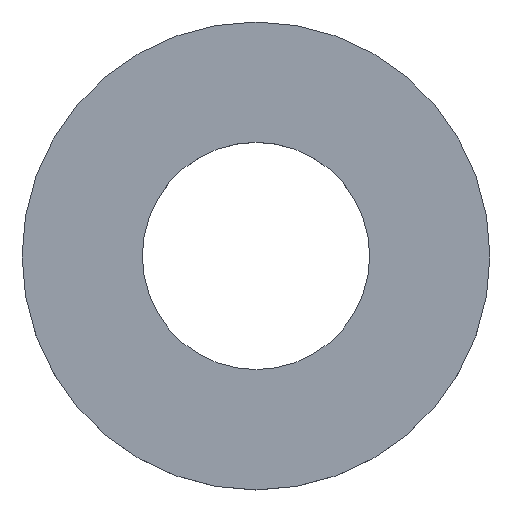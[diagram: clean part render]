
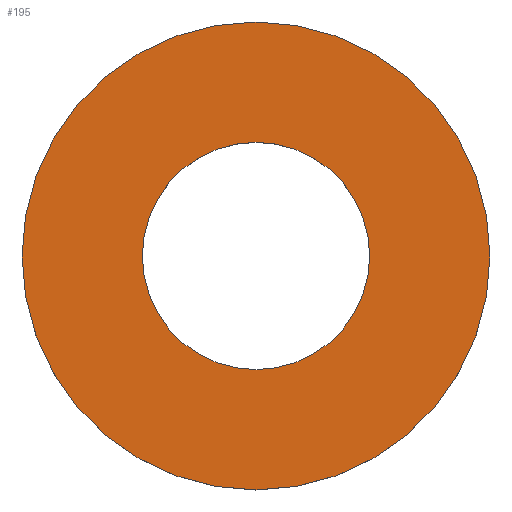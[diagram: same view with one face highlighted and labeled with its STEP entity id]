
A CAD part, top view. The second image highlights one B-rep face of the part: STEP entity #195.
In plain terms, the highlighted planar face has unit normal (0, 0, 1).
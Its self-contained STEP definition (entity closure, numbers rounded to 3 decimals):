
#12 = CARTESIAN_POINT ( 'NONE',  ( 3.5, 0., 0. ) ) ;
#21 = VERTEX_POINT ( 'NONE', #48 ) ;
#23 = CARTESIAN_POINT ( 'NONE',  ( 0., 0., 0. ) ) ;
#28 = EDGE_CURVE ( 'NONE', #115, #81, #77, .T. ) ;
#30 = DIRECTION ( 'NONE',  ( 0., 0., 1. ) ) ;
#37 = EDGE_LOOP ( 'NONE', ( #131, #96 ) ) ;
#44 = DIRECTION ( 'NONE',  ( 1., 0., 0. ) ) ;
#47 = EDGE_CURVE ( 'NONE', #21, #179, #166, .T. ) ;
#48 = CARTESIAN_POINT ( 'NONE',  ( -3.5, 0., 0. ) ) ;
#50 = CARTESIAN_POINT ( 'NONE',  ( 0., 0., 0. ) ) ;
#77 = CIRCLE ( 'NONE', #220, 1.7 ) ;
#81 = VERTEX_POINT ( 'NONE', #119 ) ;
#86 = FACE_BOUND ( 'NONE', #37, .T. ) ;
#96 = ORIENTED_EDGE ( 'NONE', *, *, #28, .F. ) ;
#97 = AXIS2_PLACEMENT_3D ( 'NONE', #186, #239, #206 ) ;
#99 = DIRECTION ( 'NONE',  ( 0., 0., 1. ) ) ;
#106 = DIRECTION ( 'NONE',  ( 1., 0., 0. ) ) ;
#110 = AXIS2_PLACEMENT_3D ( 'NONE', #234, #99, #44 ) ;
#115 = VERTEX_POINT ( 'NONE', #159 ) ;
#119 = CARTESIAN_POINT ( 'NONE',  ( 1.7, 0., 0. ) ) ;
#120 = DIRECTION ( 'NONE',  ( 0., 0., 1. ) ) ;
#123 = DIRECTION ( 'NONE',  ( 1., 0., 0. ) ) ;
#128 = ORIENTED_EDGE ( 'NONE', *, *, #47, .T. ) ;
#131 = ORIENTED_EDGE ( 'NONE', *, *, #217, .F. ) ;
#132 = AXIS2_PLACEMENT_3D ( 'NONE', #185, #161, #123 ) ;
#139 = ORIENTED_EDGE ( 'NONE', *, *, #208, .T. ) ;
#159 = CARTESIAN_POINT ( 'NONE',  ( -1.7, 0., 0. ) ) ;
#161 = DIRECTION ( 'NONE',  ( 0., 0., 1. ) ) ;
#166 = CIRCLE ( 'NONE', #110, 3.5 ) ;
#173 = CIRCLE ( 'NONE', #181, 3.5 ) ;
#179 = VERTEX_POINT ( 'NONE', #12 ) ;
#181 = AXIS2_PLACEMENT_3D ( 'NONE', #50, #30, #106 ) ;
#185 = CARTESIAN_POINT ( 'NONE',  ( 0., 0., 0. ) ) ;
#186 = CARTESIAN_POINT ( 'NONE',  ( 0., 0., 0. ) ) ;
#195 = ADVANCED_FACE ( 'NONE', ( #86, #224 ), #223, .T. ) ;
#206 = DIRECTION ( 'NONE',  ( 1., 0., 0. ) ) ;
#208 = EDGE_CURVE ( 'NONE', #179, #21, #173, .T. ) ;
#213 = DIRECTION ( 'NONE',  ( 1., 0., 0. ) ) ;
#217 = EDGE_CURVE ( 'NONE', #81, #115, #229, .T. ) ;
#220 = AXIS2_PLACEMENT_3D ( 'NONE', #23, #120, #213 ) ;
#223 = PLANE ( 'NONE',  #132 ) ;
#224 = FACE_OUTER_BOUND ( 'NONE', #248, .T. ) ;
#229 = CIRCLE ( 'NONE', #97, 1.7 ) ;
#234 = CARTESIAN_POINT ( 'NONE',  ( 0., 0., 0. ) ) ;
#239 = DIRECTION ( 'NONE',  ( 0., 0., 1. ) ) ;
#248 = EDGE_LOOP ( 'NONE', ( #139, #128 ) ) ;
